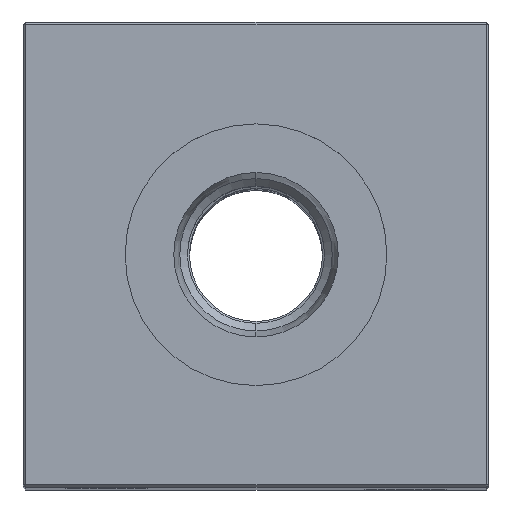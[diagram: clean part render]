
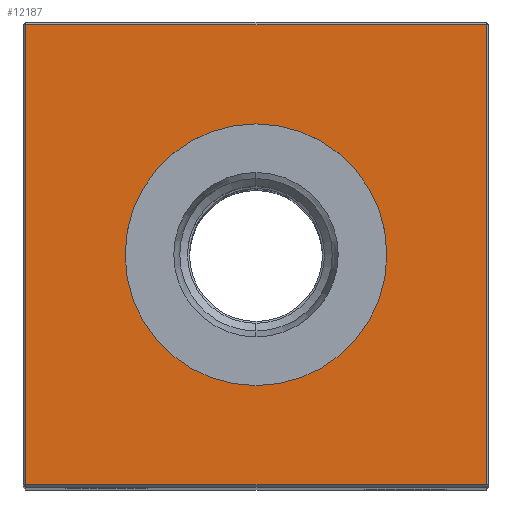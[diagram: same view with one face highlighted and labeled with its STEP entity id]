
A CAD part, top view. The second image highlights one B-rep face of the part: STEP entity #12187.
In plain terms, the highlighted planar face has unit normal (0, 0, 1).
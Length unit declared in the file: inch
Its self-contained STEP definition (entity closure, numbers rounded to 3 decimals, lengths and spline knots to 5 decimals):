
#308 = DIRECTION ( 'NONE',  ( 0., 0., -1. ) ) ;
#769 = CARTESIAN_POINT ( 'NONE',  ( 0., -0.865, 5.5 ) ) ;
#1216 = ORIENTED_EDGE ( 'NONE', *, *, #10355, .T. ) ;
#1432 = DIRECTION ( 'NONE',  ( 0., 0., -1. ) ) ;
#1470 = VECTOR ( 'NONE', #12364, 39.37008 ) ;
#1488 = CARTESIAN_POINT ( 'NONE',  ( -0.865, 0.865, 5.5 ) ) ;
#2779 = ORIENTED_EDGE ( 'NONE', *, *, #11032, .T. ) ;
#2975 = ORIENTED_EDGE ( 'NONE', *, *, #4909, .T. ) ;
#3091 = DIRECTION ( 'NONE',  ( 0., 1., 0. ) ) ;
#3658 = CARTESIAN_POINT ( 'NONE',  ( 0., 0.49213, 5.5 ) ) ;
#3839 = VERTEX_POINT ( 'NONE', #3658 ) ;
#4169 = FACE_BOUND ( 'NONE', #24371, .T. ) ;
#4909 = EDGE_CURVE ( 'NONE', #20666, #10407, #8483, .T. ) ;
#6818 = VERTEX_POINT ( 'NONE', #26925 ) ;
#7464 = CARTESIAN_POINT ( 'NONE',  ( 0.865, 0.865, 5.5 ) ) ;
#7915 = CARTESIAN_POINT ( 'NONE',  ( -0.865, -0.865, 5.5 ) ) ;
#8344 = CARTESIAN_POINT ( 'NONE',  ( -0.865, 0., 5.5 ) ) ;
#8483 = LINE ( 'NONE', #8344, #14816 ) ;
#8835 = AXIS2_PLACEMENT_3D ( 'NONE', #26493, #1432, #12313 ) ;
#10355 = EDGE_CURVE ( 'NONE', #24778, #25930, #19611, .T. ) ;
#10407 = VERTEX_POINT ( 'NONE', #7915 ) ;
#10786 = CARTESIAN_POINT ( 'NONE',  ( 0., 0., 5.5 ) ) ;
#10926 = CARTESIAN_POINT ( 'NONE',  ( 0., 0., 5.5 ) ) ;
#11032 = EDGE_CURVE ( 'NONE', #10407, #24778, #26234, .T. ) ;
#12187 = ADVANCED_FACE ( 'NONE', ( #18614, #4169 ), #12575, .F. ) ;
#12313 = DIRECTION ( 'NONE',  ( -1., 0., 0. ) ) ;
#12364 = DIRECTION ( 'NONE',  ( -1., 0., 0. ) ) ;
#12575 = PLANE ( 'NONE',  #25952 ) ;
#13165 = CARTESIAN_POINT ( 'NONE',  ( 0.865, 0., 5.5 ) ) ;
#14220 = EDGE_CURVE ( 'NONE', #6818, #3839, #20262, .T. ) ;
#14685 = ORIENTED_EDGE ( 'NONE', *, *, #14220, .T. ) ;
#14816 = VECTOR ( 'NONE', #23055, 39.37008 ) ;
#15661 = VECTOR ( 'NONE', #17956, 39.37008 ) ;
#17861 = VECTOR ( 'NONE', #3091, 39.37008 ) ;
#17956 = DIRECTION ( 'NONE',  ( 1., 0., 0. ) ) ;
#18068 = AXIS2_PLACEMENT_3D ( 'NONE', #10926, #25504, #25649 ) ;
#18614 = FACE_OUTER_BOUND ( 'NONE', #20044, .T. ) ;
#18681 = LINE ( 'NONE', #23347, #1470 ) ;
#19513 = CARTESIAN_POINT ( 'NONE',  ( 0.865, -0.865, 5.5 ) ) ;
#19611 = LINE ( 'NONE', #13165, #17861 ) ;
#20011 = ORIENTED_EDGE ( 'NONE', *, *, #20356, .T. ) ;
#20044 = EDGE_LOOP ( 'NONE', ( #2975, #2779, #1216, #25961 ) ) ;
#20235 = CIRCLE ( 'NONE', #8835, 0.49213 ) ;
#20262 = CIRCLE ( 'NONE', #18068, 0.49213 ) ;
#20356 = EDGE_CURVE ( 'NONE', #3839, #6818, #20235, .T. ) ;
#20666 = VERTEX_POINT ( 'NONE', #1488 ) ;
#23055 = DIRECTION ( 'NONE',  ( 0., -1., 0. ) ) ;
#23347 = CARTESIAN_POINT ( 'NONE',  ( 0., 0.865, 5.5 ) ) ;
#24371 = EDGE_LOOP ( 'NONE', ( #20011, #14685 ) ) ;
#24778 = VERTEX_POINT ( 'NONE', #19513 ) ;
#25230 = DIRECTION ( 'NONE',  ( -1., 0., 0. ) ) ;
#25504 = DIRECTION ( 'NONE',  ( 0., 0., -1. ) ) ;
#25649 = DIRECTION ( 'NONE',  ( -1., 0., 0. ) ) ;
#25930 = VERTEX_POINT ( 'NONE', #7464 ) ;
#25952 = AXIS2_PLACEMENT_3D ( 'NONE', #10786, #308, #25230 ) ;
#25961 = ORIENTED_EDGE ( 'NONE', *, *, #26432, .T. ) ;
#26234 = LINE ( 'NONE', #769, #15661 ) ;
#26432 = EDGE_CURVE ( 'NONE', #25930, #20666, #18681, .T. ) ;
#26493 = CARTESIAN_POINT ( 'NONE',  ( 0., 0., 5.5 ) ) ;
#26925 = CARTESIAN_POINT ( 'NONE',  ( 0., -0.49213, 5.5 ) ) ;
